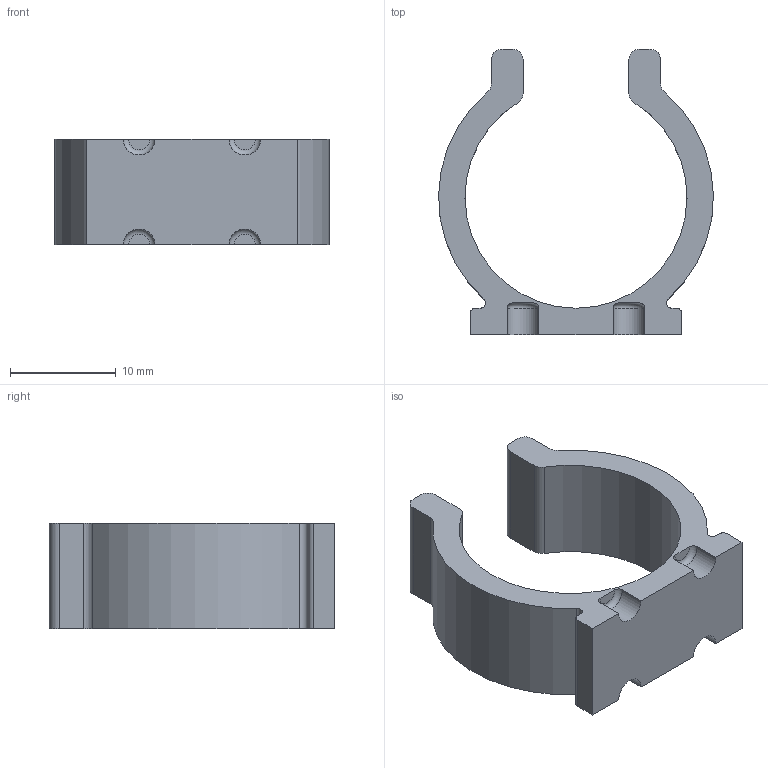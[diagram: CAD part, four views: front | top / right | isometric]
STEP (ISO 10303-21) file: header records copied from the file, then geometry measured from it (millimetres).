
FILE_DESCRIPTION(/* description */ (''),/* implementation_level */ '2;1');
FILE_NAME(/* name */ 'Clip Ring.stp',/* time_stamp */ '2024-10-28T08:16:10-04:00',/* author */ ('jmarvel'),/* organization */ (''),/* preprocessor_version */ 'ST-DEVELOPER v18.1',/* originating_system */ 'Autodesk Inventor 2021',/* authorisation */ '');
FILE_SCHEMA (('AUTOMOTIVE_DESIGN { 1 0 10303 214 3 1 1 }'));
Length unit declared in the file: millimetre
Products named in the file (1): Clip Ring
Bounding box: 26 x 27 x 10 mm (x, y, z)
Volume: 1949.7 mm3; surface area: 1921.6 mm2
Topology: 1 solids, 1 shells, 40 faces, 114 edges, 76 vertices
Faces by surface type: cylinder 19, plane 17, torus 4
Entity records: 1369 total; most frequent: DIRECTION 246, CARTESIAN_POINT 231, ORIENTED_EDGE 228, EDGE_CURVE 114, AXIS2_PLACEMENT_3D 91, VERTEX_POINT 76, LINE 64, VECTOR 64
